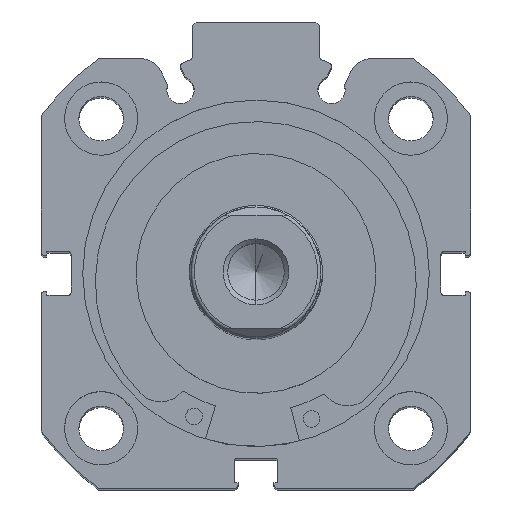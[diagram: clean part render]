
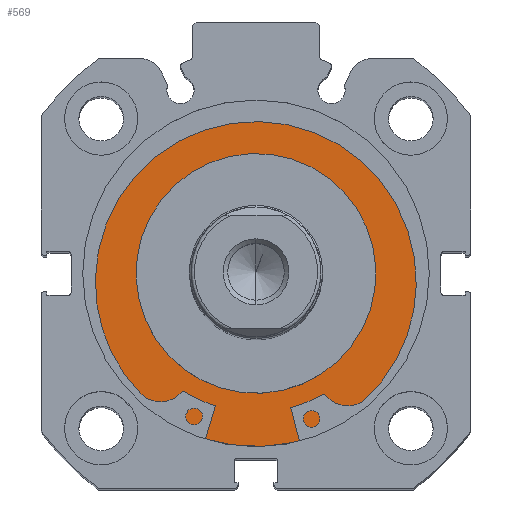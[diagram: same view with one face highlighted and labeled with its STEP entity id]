
A CAD part, top view. The second image highlights one B-rep face of the part: STEP entity #569.
In plain terms, the highlighted face is planar.
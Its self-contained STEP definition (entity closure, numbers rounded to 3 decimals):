
#569 = ADVANCED_FACE ( 'NONE', ( #6905, #6911 ), #1372, .F. ) ;
#1049 = VERTEX_POINT ( 'NONE', #2253 ) ;
#1050 = VERTEX_POINT ( 'NONE', #2254 ) ;
#1055 = VERTEX_POINT ( 'NONE', #2259 ) ;
#1056 = VERTEX_POINT ( 'NONE', #2260 ) ;
#1371 = CARTESIAN_POINT ( 'NONE',  ( 3.5, 26., 0. ) ) ;
#1372 = PLANE ( 'NONE',  #5193 ) ;
#1373 = DIRECTION ( 'NONE',  ( 1., 0., 0. ) ) ;
#1374 = DIRECTION ( 'NONE',  ( 0., 0., -1. ) ) ;
#2253 = CARTESIAN_POINT ( 'NONE',  ( 3.5, 0., 18. ) ) ;
#2254 = CARTESIAN_POINT ( 'NONE',  ( 3.5, 0., -18. ) ) ;
#2259 = CARTESIAN_POINT ( 'NONE',  ( 3.5, 0., -26. ) ) ;
#2260 = CARTESIAN_POINT ( 'NONE',  ( 3.5, 0., 26. ) ) ;
#3190 = CARTESIAN_POINT ( 'NONE',  ( 3.5, 0., 0. ) ) ;
#3191 = DIRECTION ( 'NONE',  ( -1., 0., 0. ) ) ;
#3192 = DIRECTION ( 'NONE',  ( 0., 0., 1. ) ) ;
#3200 = CARTESIAN_POINT ( 'NONE',  ( 3.5, 0., 0. ) ) ;
#3201 = DIRECTION ( 'NONE',  ( -1., 0., 0. ) ) ;
#3202 = DIRECTION ( 'NONE',  ( 0., 0., 1. ) ) ;
#3217 = CARTESIAN_POINT ( 'NONE',  ( 3.5, 0., 0. ) ) ;
#3220 = CARTESIAN_POINT ( 'NONE',  ( 3.5, 0., 0. ) ) ;
#3224 = DIRECTION ( 'NONE',  ( -1., 0., 0. ) ) ;
#3225 = DIRECTION ( 'NONE',  ( 0., 0., 1. ) ) ;
#3227 = DIRECTION ( 'NONE',  ( -1., 0., 0. ) ) ;
#3228 = DIRECTION ( 'NONE',  ( 0., 0., 1. ) ) ;
#3809 = CIRCLE ( 'NONE', #4287, 26. ) ;
#3816 = CIRCLE ( 'NONE', #4291, 18. ) ;
#3824 = CIRCLE ( 'NONE', #4295, 18. ) ;
#3826 = CIRCLE ( 'NONE', #4296, 26. ) ;
#4287 = AXIS2_PLACEMENT_3D ( 'NONE', #3190, #3191, #3192 ) ;
#4291 = AXIS2_PLACEMENT_3D ( 'NONE', #3200, #3201, #3202 ) ;
#4295 = AXIS2_PLACEMENT_3D ( 'NONE', #3217, #3224, #3225 ) ;
#4296 = AXIS2_PLACEMENT_3D ( 'NONE', #3220, #3227, #3228 ) ;
#4864 = EDGE_CURVE ( 'NONE', #1056, #1055, #3809, .T. ) ;
#4869 = EDGE_CURVE ( 'NONE', #1049, #1050, #3816, .T. ) ;
#4877 = EDGE_CURVE ( 'NONE', #1050, #1049, #3824, .T. ) ;
#4878 = EDGE_CURVE ( 'NONE', #1055, #1056, #3826, .T. ) ;
#5193 = AXIS2_PLACEMENT_3D ( 'NONE', #1371, #1373, #1374 ) ;
#6568 = ORIENTED_EDGE ( 'NONE', *, *, #4869, .F. ) ;
#6569 = ORIENTED_EDGE ( 'NONE', *, *, #4877, .F. ) ;
#6570 = ORIENTED_EDGE ( 'NONE', *, *, #4864, .T. ) ;
#6571 = ORIENTED_EDGE ( 'NONE', *, *, #4878, .T. ) ;
#6598 = EDGE_LOOP ( 'NONE', ( #6568, #6569 ) ) ;
#6599 = EDGE_LOOP ( 'NONE', ( #6570, #6571 ) ) ;
#6905 = FACE_BOUND ( 'NONE', #6598, .T. ) ;
#6911 = FACE_OUTER_BOUND ( 'NONE', #6599, .T. ) ;
